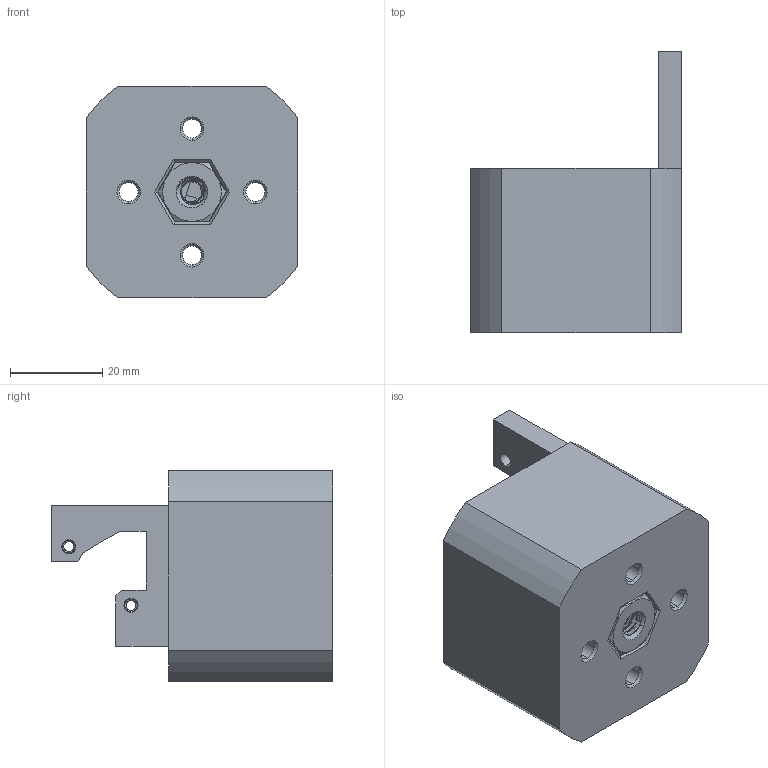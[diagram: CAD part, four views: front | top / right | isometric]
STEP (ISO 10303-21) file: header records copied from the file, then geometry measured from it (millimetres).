
FILE_DESCRIPTION (( 'STEP AP214' ), '1' );
FILE_NAME ('PEWAM0001 ¦ FMWAM0001.step', '2022-03-03T17:01:57', ( '' ), ( '' ), 'SwSTEP 2.0', 'SolidWorks 2021', '' );
FILE_SCHEMA (( 'AUTOMOTIVE_DESIGN' ));
Length unit declared in the file: inch
Products named in the file (1): PEWAM0001 ｦ FMWAM0001
Bounding box: 45.72 x 60.96 x 45.72 mm (x, y, z)
Volume: 70833.9 mm3; surface area: 17369.1 mm2
Topology: 5 solids, 5 shells, 339 faces, 867 edges, 544 vertices
Faces by surface type: cylinder 174, cone 81, plane 80, bspline 4
Entity records: 14627 total; most frequent: CARTESIAN_POINT 7136, ORIENTED_EDGE 1734, DIRECTION 1363, EDGE_CURVE 867, VERTEX_POINT 544, AXIS2_PLACEMENT_3D 493, LINE 377, VECTOR 377
